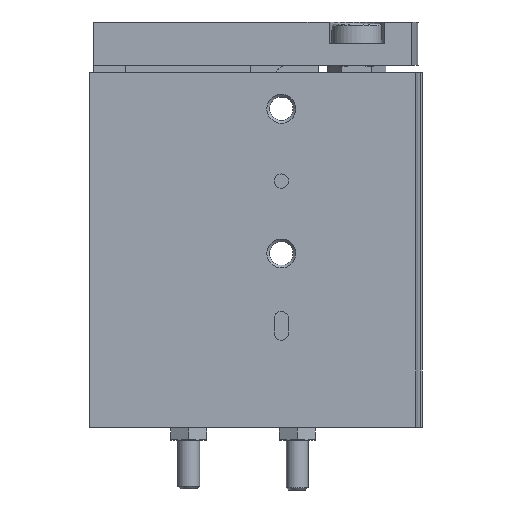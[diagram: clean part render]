
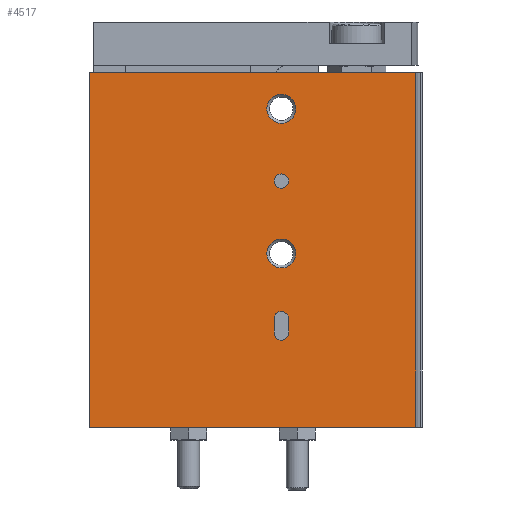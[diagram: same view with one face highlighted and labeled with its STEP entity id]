
A CAD part, front view. The second image highlights one B-rep face of the part: STEP entity #4517.
In plain terms, the highlighted planar face has unit normal (0, -1, 0).
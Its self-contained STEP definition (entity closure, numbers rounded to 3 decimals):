
#223=CIRCLE('',#4876,1.);
#224=CIRCLE('',#4877,1.);
#225=CIRCLE('',#4878,1.);
#226=CIRCLE('',#4879,2.);
#227=CIRCLE('',#4880,2.);
#580=ORIENTED_EDGE('',*,*,#1838,.F.);
#581=ORIENTED_EDGE('',*,*,#1839,.F.);
#582=ORIENTED_EDGE('',*,*,#1840,.F.);
#583=ORIENTED_EDGE('',*,*,#1841,.F.);
#584=ORIENTED_EDGE('',*,*,#1842,.F.);
#585=ORIENTED_EDGE('',*,*,#1843,.F.);
#586=ORIENTED_EDGE('',*,*,#1844,.F.);
#587=ORIENTED_EDGE('',*,*,#1845,.T.);
#588=ORIENTED_EDGE('',*,*,#1846,.F.);
#589=ORIENTED_EDGE('',*,*,#1847,.F.);
#590=ORIENTED_EDGE('',*,*,#1836,.T.);
#1836=EDGE_CURVE('',#2453,#2452,#2869,.T.);
#1838=EDGE_CURVE('',#2454,#2455,#2870,.T.);
#1839=EDGE_CURVE('',#2456,#2454,#223,.F.);
#1840=EDGE_CURVE('',#2457,#2456,#2871,.T.);
#1841=EDGE_CURVE('',#2455,#2457,#224,.F.);
#1842=EDGE_CURVE('',#2458,#2458,#225,.F.);
#1843=EDGE_CURVE('',#2459,#2459,#226,.T.);
#1844=EDGE_CURVE('',#2460,#2460,#227,.T.);
#1845=EDGE_CURVE('',#2452,#2461,#2872,.T.);
#1846=EDGE_CURVE('',#2462,#2461,#2873,.T.);
#1847=EDGE_CURVE('',#2453,#2462,#2874,.T.);
#2452=VERTEX_POINT('',#6912);
#2453=VERTEX_POINT('',#6914);
#2454=VERTEX_POINT('',#6918);
#2455=VERTEX_POINT('',#6919);
#2456=VERTEX_POINT('',#6921);
#2457=VERTEX_POINT('',#6923);
#2458=VERTEX_POINT('',#6926);
#2459=VERTEX_POINT('',#6928);
#2460=VERTEX_POINT('',#6930);
#2461=VERTEX_POINT('',#6932);
#2462=VERTEX_POINT('',#6934);
#2869=LINE('',#6913,#3223);
#2870=LINE('',#6917,#3224);
#2871=LINE('',#6922,#3225);
#2872=LINE('',#6931,#3226);
#2873=LINE('',#6933,#3227);
#2874=LINE('',#6935,#3228);
#3223=VECTOR('',#5497,1000.);
#3224=VECTOR('',#5502,1000.);
#3225=VECTOR('',#5505,1000.);
#3226=VECTOR('',#5514,1000.);
#3227=VECTOR('',#5515,1000.);
#3228=VECTOR('',#5516,1000.);
#3558=EDGE_LOOP('',(#580,#581,#582,#583));
#3559=EDGE_LOOP('',(#584));
#3560=EDGE_LOOP('',(#585));
#3561=EDGE_LOOP('',(#586));
#3562=EDGE_LOOP('',(#587,#588,#589,#590));
#3960=FACE_BOUND('',#3558,.T.);
#3961=FACE_BOUND('',#3559,.T.);
#3962=FACE_BOUND('',#3560,.T.);
#3963=FACE_BOUND('',#3561,.T.);
#3964=FACE_BOUND('',#3562,.T.);
#4343=PLANE('',#4875);
#4517=ADVANCED_FACE('',(#3960,#3961,#3962,#3963,#3964),#4343,.F.);
#4875=AXIS2_PLACEMENT_3D('',#6916,#5500,#5501);
#4876=AXIS2_PLACEMENT_3D('',#6920,#5503,#5504);
#4877=AXIS2_PLACEMENT_3D('',#6924,#5506,#5507);
#4878=AXIS2_PLACEMENT_3D('',#6925,#5508,#5509);
#4879=AXIS2_PLACEMENT_3D('',#6927,#5510,#5511);
#4880=AXIS2_PLACEMENT_3D('',#6929,#5512,#5513);
#5497=DIRECTION('',(-1.,0.,0.));
#5500=DIRECTION('',(0.,1.,0.));
#5501=DIRECTION('',(0.,0.,1.));
#5502=DIRECTION('',(1.,0.,0.));
#5503=DIRECTION('',(0.,1.,0.));
#5504=DIRECTION('',(0.,0.,1.));
#5505=DIRECTION('',(-1.,0.,0.));
#5506=DIRECTION('',(0.,1.,0.));
#5507=DIRECTION('',(0.,0.,1.));
#5508=DIRECTION('',(0.,1.,0.));
#5509=DIRECTION('',(0.,0.,1.));
#5510=DIRECTION('',(0.,-1.,0.));
#5511=DIRECTION('',(0.,0.,-1.));
#5512=DIRECTION('',(0.,-1.,0.));
#5513=DIRECTION('',(0.,0.,-1.));
#5514=DIRECTION('',(0.,0.,-1.));
#5515=DIRECTION('',(-1.,0.,0.));
#5516=DIRECTION('',(0.,0.,-1.));
#6912=CARTESIAN_POINT('',(0.,0.,22.114));
#6913=CARTESIAN_POINT('',(49.,0.,22.114));
#6914=CARTESIAN_POINT('',(49.,0.,22.114));
#6916=CARTESIAN_POINT('',(49.,0.,22.114));
#6917=CARTESIAN_POINT('',(49.,0.,2.5));
#6918=CARTESIAN_POINT('',(34.,0.,2.5));
#6919=CARTESIAN_POINT('',(36.,0.,2.5));
#6920=CARTESIAN_POINT('',(34.,0.,3.5));
#6921=CARTESIAN_POINT('',(34.,0.,4.5));
#6922=CARTESIAN_POINT('',(49.,0.,4.5));
#6923=CARTESIAN_POINT('',(36.,0.,4.5));
#6924=CARTESIAN_POINT('',(36.,0.,3.5));
#6925=CARTESIAN_POINT('',(15.,0.,3.5));
#6926=CARTESIAN_POINT('',(15.,0.,4.5));
#6927=CARTESIAN_POINT('',(25.,0.,3.5));
#6928=CARTESIAN_POINT('',(25.,0.,1.5));
#6929=CARTESIAN_POINT('',(5.,0.,3.5));
#6930=CARTESIAN_POINT('',(5.,0.,1.5));
#6931=CARTESIAN_POINT('',(0.,0.,22.114));
#6932=CARTESIAN_POINT('',(0.,0.,-23.));
#6933=CARTESIAN_POINT('',(49.,0.,-23.));
#6934=CARTESIAN_POINT('',(49.,0.,-23.));
#6935=CARTESIAN_POINT('',(49.,0.,22.114));
